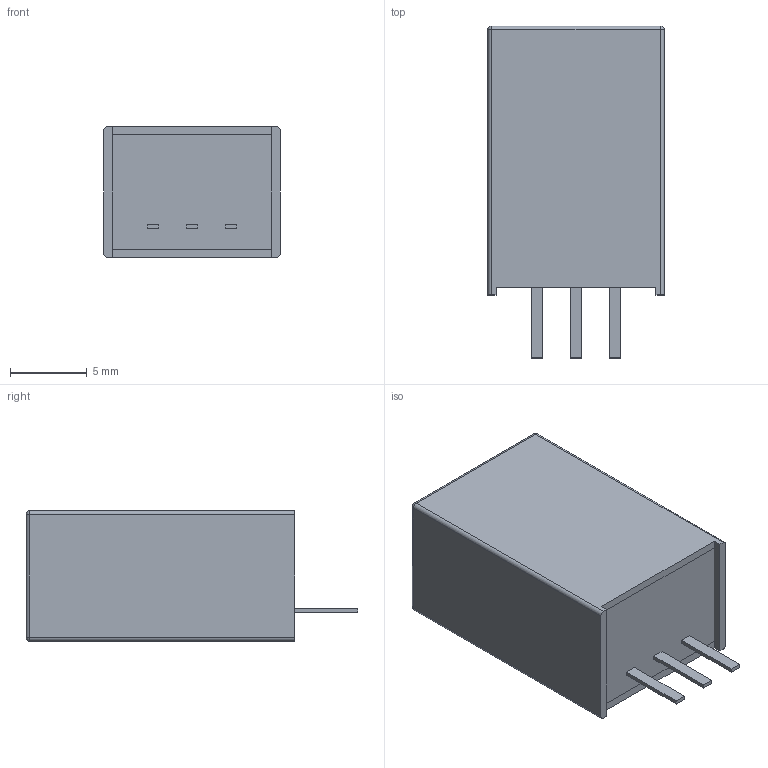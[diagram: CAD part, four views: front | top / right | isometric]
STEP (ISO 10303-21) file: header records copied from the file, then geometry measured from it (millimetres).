
FILE_DESCRIPTION(('FreeCAD Model'),'2;1');
FILE_NAME('R-78HB-0.5L_3D_20190722.step','2019-07-22T15:30:14',('Author'),( ''),'Open CASCADE STEP processor 7.3','FreeCAD','Unknown');
FILE_SCHEMA(('AUTOMOTIVE_DESIGN { 1 0 10303 214 1 1 1 1 }'));
Length unit declared in the file: millimetre
Products named in the file (5): R-78HB-0.5_case; R-78HB-0.5_potting; R-78HB-0.5_pin1(+Vin); R-78HB-0.5__pin2(GND); R-78HB-0.5_pin3(+Vout)
Bounding box: 11.5 x 21.6 x 8.5 mm (x, y, z)
Volume: 1666.4 mm3; surface area: 2251.2 mm2
Topology: 5 solids, 5 shells, 148 faces, 369 edges, 242 vertices
Faces by surface type: plane 124, cylinder 20, sphere 4
Entity records: 5291 total; most frequent: CARTESIAN_POINT 760, ORIENTED_EDGE 738, DIRECTION 707, EDGE_CURVE 369, LINE 329, VECTOR 329, VERTEX_POINT 242, AXIS2_PLACEMENT_3D 189
